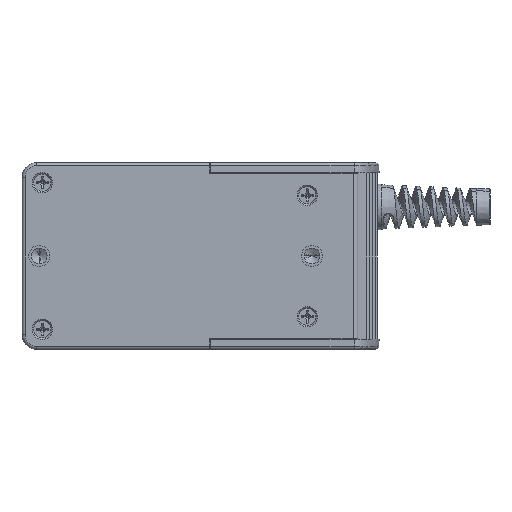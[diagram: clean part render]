
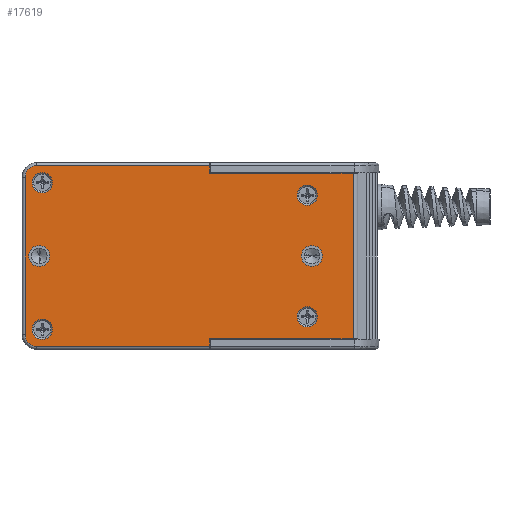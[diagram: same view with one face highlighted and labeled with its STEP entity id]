
A CAD part, left-side view. The second image highlights one B-rep face of the part: STEP entity #17619.
In plain terms, the highlighted planar face has unit normal (-1, 0, 0).
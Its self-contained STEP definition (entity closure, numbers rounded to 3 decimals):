
#2318=DIRECTION('',(0.,-1.,0.));
#2319=VECTOR('',#2318,55.5);
#2320=CARTESIAN_POINT('',(-29.63,96.5,-28.925));
#2321=LINE('',#2320,#2319);
#2322=CARTESIAN_POINT('',(-29.63,96.5,-25.175));
#2323=DIRECTION('',(-1.,0.,0.));
#2324=DIRECTION('',(0.,1.,0.));
#2325=AXIS2_PLACEMENT_3D('',#2322,#2323,#2324);
#2327=DIRECTION('',(0.,0.,-1.));
#2328=VECTOR('',#2327,50.35);
#2329=CARTESIAN_POINT('',(-29.63,100.25,25.175));
#2330=LINE('',#2329,#2328);
#2331=CARTESIAN_POINT('',(-29.63,96.5,25.175));
#2332=DIRECTION('',(-1.,0.,0.));
#2333=DIRECTION('',(0.,0.,1.));
#2334=AXIS2_PLACEMENT_3D('',#2331,#2332,#2333);
#2336=DIRECTION('',(0.,1.,0.));
#2337=VECTOR('',#2336,55.5);
#2338=CARTESIAN_POINT('',(-29.63,41.,28.925));
#2339=LINE('',#2338,#2337);
#2340=DIRECTION('',(0.,0.,-1.));
#2341=VECTOR('',#2340,2.425);
#2342=CARTESIAN_POINT('',(-29.63,41.,28.925));
#2343=LINE('',#2342,#2341);
#2344=DIRECTION('',(0.,1.,0.));
#2345=VECTOR('',#2344,45.91);
#2346=CARTESIAN_POINT('',(-29.63,-4.91,26.5));
#2347=LINE('',#2346,#2345);
#2348=DIRECTION('',(0.,0.,-1.));
#2349=VECTOR('',#2348,53.);
#2350=CARTESIAN_POINT('',(-29.63,-4.91,26.5));
#2351=LINE('',#2350,#2349);
#2352=DIRECTION('',(0.,1.,0.));
#2353=VECTOR('',#2352,45.91);
#2354=CARTESIAN_POINT('',(-29.63,-4.91,-26.5));
#2355=LINE('',#2354,#2353);
#2356=DIRECTION('',(0.,0.,1.));
#2357=VECTOR('',#2356,2.425);
#2358=CARTESIAN_POINT('',(-29.63,41.,-28.925));
#2359=LINE('',#2358,#2357);
#2360=CARTESIAN_POINT('',(-29.63,94.75,-23.5));
#2361=DIRECTION('',(-1.,0.,0.));
#2362=DIRECTION('',(0.,0.,-1.));
#2363=AXIS2_PLACEMENT_3D('',#2360,#2361,#2362);
#2365=CARTESIAN_POINT('',(-29.63,94.75,-23.5));
#2366=DIRECTION('',(-1.,0.,0.));
#2367=DIRECTION('',(0.,0.,1.));
#2368=AXIS2_PLACEMENT_3D('',#2365,#2366,#2367);
#2370=CARTESIAN_POINT('',(-29.63,94.75,23.5));
#2371=DIRECTION('',(-1.,0.,0.));
#2372=DIRECTION('',(0.,0.,-1.));
#2373=AXIS2_PLACEMENT_3D('',#2370,#2371,#2372);
#2375=CARTESIAN_POINT('',(-29.63,94.75,23.5));
#2376=DIRECTION('',(-1.,0.,0.));
#2377=DIRECTION('',(0.,0.,1.));
#2378=AXIS2_PLACEMENT_3D('',#2375,#2376,#2377);
#2380=CARTESIAN_POINT('',(-29.63,9.75,-19.5));
#2381=DIRECTION('',(-1.,0.,0.));
#2382=DIRECTION('',(0.,0.,-1.));
#2383=AXIS2_PLACEMENT_3D('',#2380,#2381,#2382);
#2385=CARTESIAN_POINT('',(-29.63,9.75,-19.5));
#2386=DIRECTION('',(-1.,0.,0.));
#2387=DIRECTION('',(0.,0.,1.));
#2388=AXIS2_PLACEMENT_3D('',#2385,#2386,#2387);
#2390=CARTESIAN_POINT('',(-29.63,9.75,19.5));
#2391=DIRECTION('',(-1.,0.,0.));
#2392=DIRECTION('',(0.,0.,-1.));
#2393=AXIS2_PLACEMENT_3D('',#2390,#2391,#2392);
#2395=CARTESIAN_POINT('',(-29.63,9.75,19.5));
#2396=DIRECTION('',(-1.,0.,0.));
#2397=DIRECTION('',(0.,0.,1.));
#2398=AXIS2_PLACEMENT_3D('',#2395,#2396,#2397);
#2400=CARTESIAN_POINT('',(-29.63,95.75,0.));
#2401=DIRECTION('',(-1.,0.,0.));
#2402=DIRECTION('',(0.,0.,1.));
#2403=AXIS2_PLACEMENT_3D('',#2400,#2401,#2402);
#2405=CARTESIAN_POINT('',(-29.63,95.75,0.));
#2406=DIRECTION('',(-1.,0.,0.));
#2407=DIRECTION('',(0.,0.,-1.));
#2408=AXIS2_PLACEMENT_3D('',#2405,#2406,#2407);
#2410=CARTESIAN_POINT('',(-29.63,8.25,0.));
#2411=DIRECTION('',(-1.,0.,0.));
#2412=DIRECTION('',(0.,0.,1.));
#2413=AXIS2_PLACEMENT_3D('',#2410,#2411,#2412);
#2415=CARTESIAN_POINT('',(-29.63,8.25,0.));
#2416=DIRECTION('',(-1.,0.,0.));
#2417=DIRECTION('',(0.,0.,-1.));
#2418=AXIS2_PLACEMENT_3D('',#2415,#2416,#2417);
#13223=CARTESIAN_POINT('',(-29.63,41.,26.5));
#13225=VERTEX_POINT('',#13223);
#13227=CARTESIAN_POINT('',(-29.63,41.,-26.5));
#13229=VERTEX_POINT('',#13227);
#13272=CARTESIAN_POINT('',(-29.63,94.75,-26.75));
#13273=CARTESIAN_POINT('',(-29.63,94.75,-20.25));
#13274=VERTEX_POINT('',#13272);
#13275=VERTEX_POINT('',#13273);
#13276=CARTESIAN_POINT('',(-29.63,94.75,20.25));
#13277=CARTESIAN_POINT('',(-29.63,94.75,26.75));
#13278=VERTEX_POINT('',#13276);
#13279=VERTEX_POINT('',#13277);
#13280=CARTESIAN_POINT('',(-29.63,9.75,-22.75));
#13281=CARTESIAN_POINT('',(-29.63,9.75,-16.25));
#13282=VERTEX_POINT('',#13280);
#13283=VERTEX_POINT('',#13281);
#13284=CARTESIAN_POINT('',(-29.63,9.75,16.25));
#13285=CARTESIAN_POINT('',(-29.63,9.75,22.75));
#13286=VERTEX_POINT('',#13284);
#13287=VERTEX_POINT('',#13285);
#13288=CARTESIAN_POINT('',(-29.63,95.75,3.38));
#13289=CARTESIAN_POINT('',(-29.63,95.75,-3.38));
#13290=VERTEX_POINT('',#13288);
#13291=VERTEX_POINT('',#13289);
#13292=CARTESIAN_POINT('',(-29.63,8.25,3.38));
#13293=CARTESIAN_POINT('',(-29.63,8.25,-3.38));
#13294=VERTEX_POINT('',#13292);
#13295=VERTEX_POINT('',#13293);
#13297=CARTESIAN_POINT('',(-29.63,-4.91,-26.5));
#13299=VERTEX_POINT('',#13297);
#13300=CARTESIAN_POINT('',(-29.63,-4.91,26.5));
#13301=VERTEX_POINT('',#13300);
#13304=CARTESIAN_POINT('',(-29.63,41.,-28.925));
#13306=VERTEX_POINT('',#13304);
#13310=CARTESIAN_POINT('',(-29.63,96.5,-28.925));
#13311=VERTEX_POINT('',#13310);
#13312=CARTESIAN_POINT('',(-29.63,100.25,-25.175));
#13313=VERTEX_POINT('',#13312);
#13316=CARTESIAN_POINT('',(-29.63,100.25,25.175));
#13317=VERTEX_POINT('',#13316);
#13320=CARTESIAN_POINT('',(-29.63,96.5,28.925));
#13321=VERTEX_POINT('',#13320);
#13325=CARTESIAN_POINT('',(-29.63,41.,28.925));
#13327=VERTEX_POINT('',#13325);
#17559=CARTESIAN_POINT('',(-29.63,47.375,0.));
#17560=DIRECTION('',(1.,0.,0.));
#17561=DIRECTION('',(0.,0.,-1.));
#17562=AXIS2_PLACEMENT_3D('',#17559,#17560,#17561);
#17563=PLANE('',#17562);
#17565=ORIENTED_EDGE('',*,*,#17564,.F.);
#17567=ORIENTED_EDGE('',*,*,#17566,.F.);
#17569=ORIENTED_EDGE('',*,*,#17568,.F.);
#17571=ORIENTED_EDGE('',*,*,#17570,.F.);
#17573=ORIENTED_EDGE('',*,*,#17572,.F.);
#17575=ORIENTED_EDGE('',*,*,#17574,.T.);
#17576=ORIENTED_EDGE('',*,*,#17521,.F.);
#17577=ORIENTED_EDGE('',*,*,#17552,.T.);
#17578=ORIENTED_EDGE('',*,*,#16798,.T.);
#17580=ORIENTED_EDGE('',*,*,#17579,.F.);
#17581=EDGE_LOOP('',(#17565,#17567,#17569,#17571,#17573,#17575,#17576,#17577,
#17578,#17580));
#17582=FACE_OUTER_BOUND('',#17581,.F.);
#17584=ORIENTED_EDGE('',*,*,#17583,.T.);
#17586=ORIENTED_EDGE('',*,*,#17585,.T.);
#17587=EDGE_LOOP('',(#17584,#17586));
#17588=FACE_BOUND('',#17587,.F.);
#17590=ORIENTED_EDGE('',*,*,#17589,.T.);
#17592=ORIENTED_EDGE('',*,*,#17591,.T.);
#17593=EDGE_LOOP('',(#17590,#17592));
#17594=FACE_BOUND('',#17593,.F.);
#17596=ORIENTED_EDGE('',*,*,#17595,.T.);
#17598=ORIENTED_EDGE('',*,*,#17597,.T.);
#17599=EDGE_LOOP('',(#17596,#17598));
#17600=FACE_BOUND('',#17599,.F.);
#17602=ORIENTED_EDGE('',*,*,#17601,.T.);
#17604=ORIENTED_EDGE('',*,*,#17603,.T.);
#17605=EDGE_LOOP('',(#17602,#17604));
#17606=FACE_BOUND('',#17605,.F.);
#17608=ORIENTED_EDGE('',*,*,#17607,.T.);
#17610=ORIENTED_EDGE('',*,*,#17609,.T.);
#17611=EDGE_LOOP('',(#17608,#17610));
#17612=FACE_BOUND('',#17611,.F.);
#17614=ORIENTED_EDGE('',*,*,#17613,.T.);
#17616=ORIENTED_EDGE('',*,*,#17615,.T.);
#17617=EDGE_LOOP('',(#17614,#17616));
#17618=FACE_BOUND('',#17617,.F.);
#17619=ADVANCED_FACE('',(#17582,#17588,#17594,#17600,#17606,#17612,#17618),
#17563,.F.);
#2326=CIRCLE('',#2325,3.75);
#2335=CIRCLE('',#2334,3.75);
#2364=CIRCLE('',#2363,3.25);
#2369=CIRCLE('',#2368,3.25);
#2374=CIRCLE('',#2373,3.25);
#2379=CIRCLE('',#2378,3.25);
#2384=CIRCLE('',#2383,3.25);
#2389=CIRCLE('',#2388,3.25);
#2394=CIRCLE('',#2393,3.25);
#2399=CIRCLE('',#2398,3.25);
#2404=CIRCLE('',#2403,3.38);
#2409=CIRCLE('',#2408,3.38);
#2414=CIRCLE('',#2413,3.38);
#2419=CIRCLE('',#2418,3.38);
#16798=EDGE_CURVE('',#13299,#13229,#2355,.T.);
#17521=EDGE_CURVE('',#13301,#13225,#2347,.T.);
#17552=EDGE_CURVE('',#13301,#13299,#2351,.T.);
#17564=EDGE_CURVE('',#13311,#13306,#2321,.T.);
#17566=EDGE_CURVE('',#13313,#13311,#2326,.T.);
#17568=EDGE_CURVE('',#13317,#13313,#2330,.T.);
#17570=EDGE_CURVE('',#13321,#13317,#2335,.T.);
#17572=EDGE_CURVE('',#13327,#13321,#2339,.T.);
#17574=EDGE_CURVE('',#13327,#13225,#2343,.T.);
#17579=EDGE_CURVE('',#13306,#13229,#2359,.T.);
#17583=EDGE_CURVE('',#13274,#13275,#2364,.T.);
#17585=EDGE_CURVE('',#13275,#13274,#2369,.T.);
#17589=EDGE_CURVE('',#13278,#13279,#2374,.T.);
#17591=EDGE_CURVE('',#13279,#13278,#2379,.T.);
#17595=EDGE_CURVE('',#13282,#13283,#2384,.T.);
#17597=EDGE_CURVE('',#13283,#13282,#2389,.T.);
#17601=EDGE_CURVE('',#13286,#13287,#2394,.T.);
#17603=EDGE_CURVE('',#13287,#13286,#2399,.T.);
#17607=EDGE_CURVE('',#13290,#13291,#2404,.T.);
#17609=EDGE_CURVE('',#13291,#13290,#2409,.T.);
#17613=EDGE_CURVE('',#13294,#13295,#2414,.T.);
#17615=EDGE_CURVE('',#13295,#13294,#2419,.T.);
